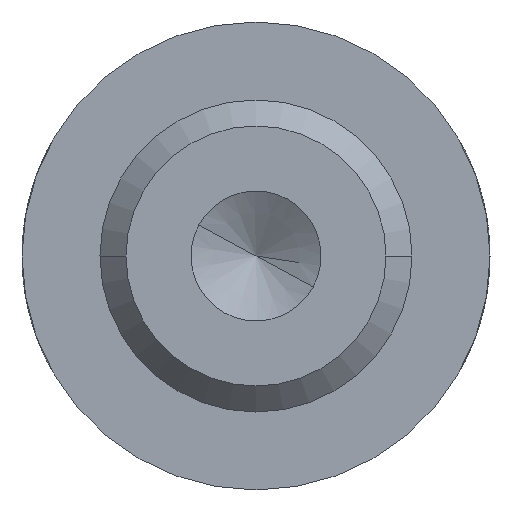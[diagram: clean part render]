
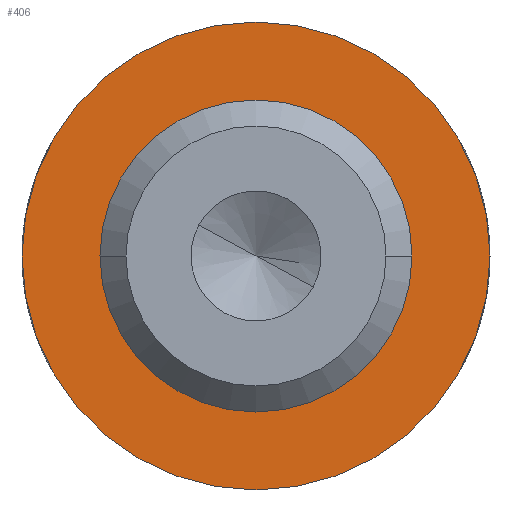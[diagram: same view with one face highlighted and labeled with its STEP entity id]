
A CAD part, left-side view. The second image highlights one B-rep face of the part: STEP entity #406.
In plain terms, the highlighted planar face has unit normal (-1, 0, 0).
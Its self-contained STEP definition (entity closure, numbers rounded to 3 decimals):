
#365=CARTESIAN_POINT('Axis2P3D Location',(-12.3,0.,0.)) ;
#370=CARTESIAN_POINT('Axis2P3D Location',(-12.3,0.,0.)) ;
#374=CARTESIAN_POINT('Vertex',(-12.3,-4.5,0.)) ;
#376=CARTESIAN_POINT('Vertex',(-12.3,4.5,0.)) ;
#379=CARTESIAN_POINT('Axis2P3D Location',(-12.3,0.,0.)) ;
#388=CARTESIAN_POINT('Axis2P3D Location',(-12.3,0.,0.)) ;
#392=CARTESIAN_POINT('Vertex',(-12.3,3.,0.)) ;
#394=CARTESIAN_POINT('Vertex',(-12.3,-3.,0.)) ;
#397=CARTESIAN_POINT('Axis2P3D Location',(-12.3,0.,0.)) ;
#366=DIRECTION('Axis2P3D Direction',(-1.,0.,0.)) ;
#367=DIRECTION('Axis2P3D XDirection',(0.,-1.,0.)) ;
#371=DIRECTION('Axis2P3D Direction',(-1.,0.,0.)) ;
#380=DIRECTION('Axis2P3D Direction',(-1.,0.,0.)) ;
#389=DIRECTION('Axis2P3D Direction',(-1.,0.,0.)) ;
#398=DIRECTION('Axis2P3D Direction',(-1.,0.,0.)) ;
#368=AXIS2_PLACEMENT_3D('Plane Axis2P3D',#365,#366,#367) ;
#372=AXIS2_PLACEMENT_3D('Circle Axis2P3D',#370,#371,$) ;
#381=AXIS2_PLACEMENT_3D('Circle Axis2P3D',#379,#380,$) ;
#390=AXIS2_PLACEMENT_3D('Circle Axis2P3D',#388,#389,$) ;
#399=AXIS2_PLACEMENT_3D('Circle Axis2P3D',#397,#398,$) ;
#385=ORIENTED_EDGE('',*,*,#378,.T.) ;
#386=ORIENTED_EDGE('',*,*,#383,.T.) ;
#403=ORIENTED_EDGE('',*,*,#396,.F.) ;
#404=ORIENTED_EDGE('',*,*,#401,.F.) ;
#405=FACE_BOUND('',#402,.T.) ;
#406=ADVANCED_FACE('',(#387,#405),#369,.T.) ;
#373=CIRCLE('generated circle',#372,4.5) ;
#382=CIRCLE('generated circle',#381,4.5) ;
#391=CIRCLE('generated circle',#390,3.) ;
#400=CIRCLE('generated circle',#399,3.) ;
#378=EDGE_CURVE('',#375,#377,#373,.T.) ;
#383=EDGE_CURVE('',#377,#375,#382,.T.) ;
#396=EDGE_CURVE('',#393,#395,#391,.T.) ;
#401=EDGE_CURVE('',#395,#393,#400,.T.) ;
#384=EDGE_LOOP('',(#385,#386)) ;
#402=EDGE_LOOP('',(#403,#404)) ;
#387=FACE_OUTER_BOUND('',#384,.T.) ;
#369=PLANE('Plane',#368) ;
#375=VERTEX_POINT('',#374) ;
#377=VERTEX_POINT('',#376) ;
#393=VERTEX_POINT('',#392) ;
#395=VERTEX_POINT('',#394) ;
